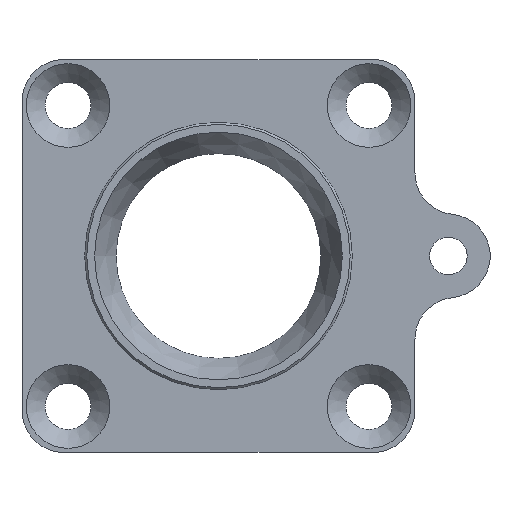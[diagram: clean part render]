
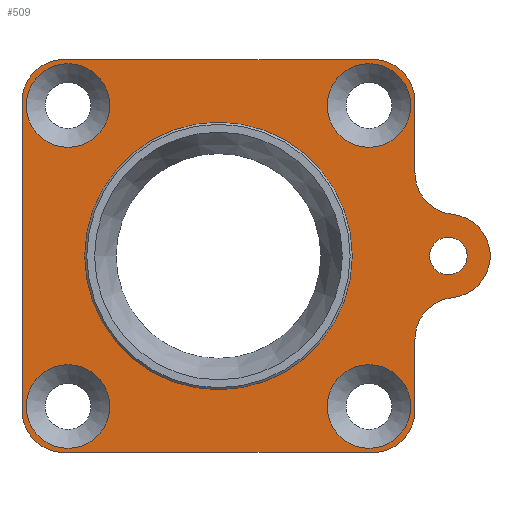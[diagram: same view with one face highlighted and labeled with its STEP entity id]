
A CAD part, left-side view. The second image highlights one B-rep face of the part: STEP entity #509.
In plain terms, the highlighted planar face has unit normal (-1, 0, 0).
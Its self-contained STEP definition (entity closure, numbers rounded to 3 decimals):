
#16=FACE_BOUND('',#80,.T.);
#17=FACE_BOUND('',#81,.T.);
#18=FACE_BOUND('',#82,.T.);
#19=FACE_BOUND('',#83,.T.);
#20=FACE_BOUND('',#84,.T.);
#21=FACE_BOUND('',#85,.T.);
#37=PLANE('',#571);
#50=FACE_OUTER_BOUND('',#79,.T.);
#79=EDGE_LOOP('',(#370,#371,#372,#373,#374,#375,#376,#377,#378,#379,#380,
#381));
#80=EDGE_LOOP('',(#382));
#81=EDGE_LOOP('',(#383));
#82=EDGE_LOOP('',(#384));
#83=EDGE_LOOP('',(#385));
#84=EDGE_LOOP('',(#386));
#85=EDGE_LOOP('',(#387));
#116=LINE('',#804,#151);
#123=LINE('',#822,#158);
#126=LINE('',#842,#161);
#127=LINE('',#846,#162);
#128=LINE('',#850,#163);
#151=VECTOR('',#633,10.);
#158=VECTOR('',#648,10.);
#161=VECTOR('',#673,10.);
#162=VECTOR('',#676,10.);
#163=VECTOR('',#679,10.);
#185=CIRCLE('',#556,10.);
#186=CIRCLE('',#559,10.);
#188=CIRCLE('',#563,4.5);
#191=CIRCLE('',#567,10.);
#192=CIRCLE('',#569,10.);
#194=CIRCLE('',#572,10.);
#195=CIRCLE('',#573,10.);
#196=CIRCLE('',#574,10.);
#197=CIRCLE('',#575,10.);
#198=CIRCLE('',#576,10.);
#199=CIRCLE('',#577,10.);
#200=CIRCLE('',#578,32.);
#201=CIRCLE('',#579,10.);
#224=VERTEX_POINT('',#797);
#225=VERTEX_POINT('',#799);
#226=VERTEX_POINT('',#803);
#228=VERTEX_POINT('',#809);
#229=VERTEX_POINT('',#810);
#233=VERTEX_POINT('',#820);
#234=VERTEX_POINT('',#824);
#236=VERTEX_POINT('',#833);
#238=VERTEX_POINT('',#839);
#239=VERTEX_POINT('',#841);
#240=VERTEX_POINT('',#843);
#241=VERTEX_POINT('',#845);
#242=VERTEX_POINT('',#847);
#243=VERTEX_POINT('',#849);
#244=VERTEX_POINT('',#852);
#245=VERTEX_POINT('',#854);
#246=VERTEX_POINT('',#856);
#247=VERTEX_POINT('',#858);
#271=EDGE_CURVE('',#224,#225,#185,.T.);
#273=EDGE_CURVE('',#226,#225,#116,.T.);
#276=EDGE_CURVE('',#228,#229,#186,.F.);
#282=EDGE_CURVE('',#229,#233,#123,.T.);
#283=EDGE_CURVE('',#234,#234,#188,.T.);
#287=EDGE_CURVE('',#224,#228,#191,.T.);
#288=EDGE_CURVE('',#236,#236,#192,.T.);
#291=EDGE_CURVE('',#238,#233,#194,.T.);
#292=EDGE_CURVE('',#238,#239,#126,.T.);
#293=EDGE_CURVE('',#240,#239,#195,.T.);
#294=EDGE_CURVE('',#240,#241,#127,.T.);
#295=EDGE_CURVE('',#242,#241,#196,.T.);
#296=EDGE_CURVE('',#242,#243,#128,.T.);
#297=EDGE_CURVE('',#226,#243,#197,.T.);
#298=EDGE_CURVE('',#244,#244,#198,.T.);
#299=EDGE_CURVE('',#245,#245,#199,.T.);
#300=EDGE_CURVE('',#246,#246,#200,.T.);
#301=EDGE_CURVE('',#247,#247,#201,.T.);
#370=ORIENTED_EDGE('',*,*,#276,.T.);
#371=ORIENTED_EDGE('',*,*,#282,.T.);
#372=ORIENTED_EDGE('',*,*,#291,.F.);
#373=ORIENTED_EDGE('',*,*,#292,.T.);
#374=ORIENTED_EDGE('',*,*,#293,.F.);
#375=ORIENTED_EDGE('',*,*,#294,.T.);
#376=ORIENTED_EDGE('',*,*,#295,.F.);
#377=ORIENTED_EDGE('',*,*,#296,.T.);
#378=ORIENTED_EDGE('',*,*,#297,.F.);
#379=ORIENTED_EDGE('',*,*,#273,.T.);
#380=ORIENTED_EDGE('',*,*,#271,.F.);
#381=ORIENTED_EDGE('',*,*,#287,.T.);
#382=ORIENTED_EDGE('',*,*,#283,.T.);
#383=ORIENTED_EDGE('',*,*,#298,.F.);
#384=ORIENTED_EDGE('',*,*,#299,.F.);
#385=ORIENTED_EDGE('',*,*,#300,.T.);
#386=ORIENTED_EDGE('',*,*,#301,.F.);
#387=ORIENTED_EDGE('',*,*,#288,.F.);
#509=ADVANCED_FACE('',(#50,#16,#17,#18,#19,#20,#21),#37,.T.);
#556=AXIS2_PLACEMENT_3D('',#800,#628,#629);
#559=AXIS2_PLACEMENT_3D('',#811,#638,#639);
#563=AXIS2_PLACEMENT_3D('',#825,#651,#652);
#567=AXIS2_PLACEMENT_3D('',#831,#660,#661);
#569=AXIS2_PLACEMENT_3D('',#834,#664,#665);
#571=AXIS2_PLACEMENT_3D('',#838,#669,#670);
#572=AXIS2_PLACEMENT_3D('',#840,#671,#672);
#573=AXIS2_PLACEMENT_3D('',#844,#674,#675);
#574=AXIS2_PLACEMENT_3D('',#848,#677,#678);
#575=AXIS2_PLACEMENT_3D('',#851,#680,#681);
#576=AXIS2_PLACEMENT_3D('',#853,#682,#683);
#577=AXIS2_PLACEMENT_3D('',#855,#684,#685);
#578=AXIS2_PLACEMENT_3D('',#857,#686,#687);
#579=AXIS2_PLACEMENT_3D('',#859,#688,#689);
#628=DIRECTION('center_axis',(-1.,0.,0.));
#629=DIRECTION('ref_axis',(0.,-1.,0.));
#633=DIRECTION('',(0.,0.,1.));
#638=DIRECTION('center_axis',(-1.,0.,0.));
#639=DIRECTION('ref_axis',(0.,-1.,0.));
#648=DIRECTION('',(0.,0.,1.));
#651=DIRECTION('center_axis',(1.,0.,0.));
#652=DIRECTION('ref_axis',(0.,0.,1.));
#660=DIRECTION('center_axis',(-1.,0.,0.));
#661=DIRECTION('ref_axis',(0.,0.,-1.));
#664=DIRECTION('center_axis',(-1.,0.,0.));
#665=DIRECTION('ref_axis',(0.,0.,-1.));
#669=DIRECTION('center_axis',(-1.,0.,0.));
#670=DIRECTION('ref_axis',(0.,0.,1.));
#671=DIRECTION('center_axis',(1.,0.,0.));
#672=DIRECTION('ref_axis',(0.,-0.707,0.707));
#673=DIRECTION('',(0.,1.,0.));
#674=DIRECTION('center_axis',(1.,0.,0.));
#675=DIRECTION('ref_axis',(0.,0.707,0.707));
#676=DIRECTION('',(0.,0.,-1.));
#677=DIRECTION('center_axis',(1.,0.,0.));
#678=DIRECTION('ref_axis',(0.,0.707,-0.707));
#679=DIRECTION('',(0.,-1.,0.));
#680=DIRECTION('center_axis',(1.,0.,0.));
#681=DIRECTION('ref_axis',(0.,-0.707,-0.707));
#682=DIRECTION('center_axis',(-1.,0.,0.));
#683=DIRECTION('ref_axis',(0.,0.,-1.));
#684=DIRECTION('center_axis',(-1.,0.,0.));
#685=DIRECTION('ref_axis',(0.,0.,-1.));
#686=DIRECTION('center_axis',(1.,0.,0.));
#687=DIRECTION('ref_axis',(0.,0.,-1.));
#688=DIRECTION('center_axis',(-1.,0.,0.));
#689=DIRECTION('ref_axis',(0.,0.,-1.));
#797=CARTESIAN_POINT('',(12.,-56.,-9.95));
#799=CARTESIAN_POINT('',(12.,-47.,-19.9));
#800=CARTESIAN_POINT('Origin',(12.,-57.,-19.9));
#803=CARTESIAN_POINT('',(12.,-47.,-37.));
#804=CARTESIAN_POINT('',(12.,-47.,25.937));
#809=CARTESIAN_POINT('',(12.,-56.,9.95));
#810=CARTESIAN_POINT('',(12.,-47.,19.9));
#811=CARTESIAN_POINT('Origin',(12.,-57.,19.9));
#820=CARTESIAN_POINT('',(12.,-47.,37.));
#822=CARTESIAN_POINT('',(12.,-47.,25.937));
#824=CARTESIAN_POINT('',(12.,-55.,-4.5));
#825=CARTESIAN_POINT('Origin',(12.,-55.,0.));
#831=CARTESIAN_POINT('Origin',(12.,-55.,0.));
#833=CARTESIAN_POINT('',(12.,-36.,46.));
#834=CARTESIAN_POINT('Origin',(12.,-36.,36.));
#838=CARTESIAN_POINT('Origin',(12.,70.,0.));
#839=CARTESIAN_POINT('',(12.,-37.,47.));
#840=CARTESIAN_POINT('Origin',(12.,-37.,37.));
#841=CARTESIAN_POINT('',(12.,37.,47.));
#842=CARTESIAN_POINT('',(12.,60.937,47.));
#843=CARTESIAN_POINT('',(12.,47.,37.));
#844=CARTESIAN_POINT('Origin',(12.,37.,37.));
#845=CARTESIAN_POINT('',(12.,47.,-37.));
#846=CARTESIAN_POINT('',(12.,47.,-25.937));
#847=CARTESIAN_POINT('',(12.,37.,-47.));
#848=CARTESIAN_POINT('Origin',(12.,37.,-37.));
#849=CARTESIAN_POINT('',(12.,-37.,-47.));
#850=CARTESIAN_POINT('',(12.,9.063,-47.));
#851=CARTESIAN_POINT('Origin',(12.,-37.,-37.));
#852=CARTESIAN_POINT('',(12.,36.,46.));
#853=CARTESIAN_POINT('Origin',(12.,36.,36.));
#854=CARTESIAN_POINT('',(12.,-36.,-26.));
#855=CARTESIAN_POINT('Origin',(12.,-36.,-36.));
#856=CARTESIAN_POINT('',(12.,0.,32.));
#857=CARTESIAN_POINT('Origin',(12.,0.,0.));
#858=CARTESIAN_POINT('',(12.,36.,-26.));
#859=CARTESIAN_POINT('Origin',(12.,36.,-36.));
